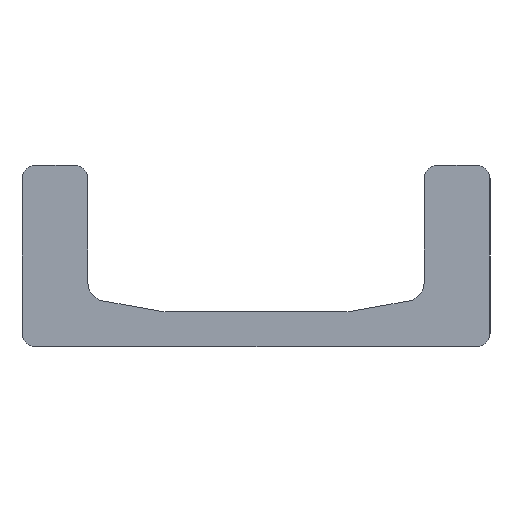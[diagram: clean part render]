
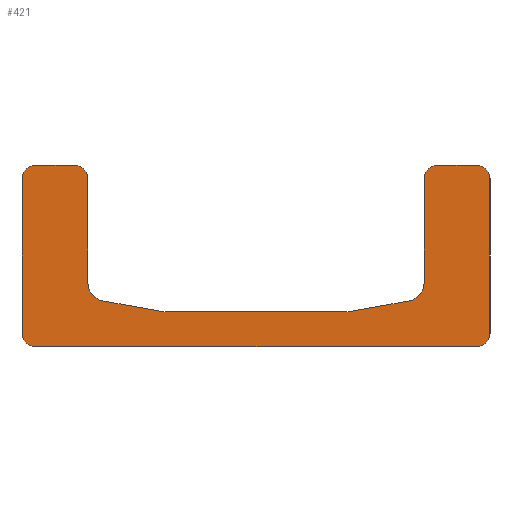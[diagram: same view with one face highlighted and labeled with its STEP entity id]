
A CAD part, left-side view. The second image highlights one B-rep face of the part: STEP entity #421.
In plain terms, the highlighted planar face has unit normal (-1, 0, 0).
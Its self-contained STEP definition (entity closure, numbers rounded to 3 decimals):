
#25=PLANE('',#483);
#47=FACE_OUTER_BOUND('',#69,.T.);
#69=EDGE_LOOP('',(#351,#352,#353,#354,#355,#356,#357,#358,#359,#360,#361,
#362,#363,#364,#365,#366,#367,#368,#369,#370));
#75=LINE('',#626,#115);
#79=LINE('',#638,#119);
#83=LINE('',#650,#123);
#87=LINE('',#662,#127);
#91=LINE('',#674,#131);
#95=LINE('',#686,#135);
#99=LINE('',#698,#139);
#103=LINE('',#710,#143);
#107=LINE('',#722,#147);
#110=LINE('',#731,#150);
#115=VECTOR('',#499,10.);
#119=VECTOR('',#511,10.);
#123=VECTOR('',#523,10.);
#127=VECTOR('',#535,10.);
#131=VECTOR('',#547,10.);
#135=VECTOR('',#559,10.);
#139=VECTOR('',#571,10.);
#143=VECTOR('',#583,10.);
#147=VECTOR('',#595,10.);
#150=VECTOR('',#606,10.);
#152=CIRCLE('',#445,3.);
#154=CIRCLE('',#449,4.);
#156=CIRCLE('',#453,5.);
#158=CIRCLE('',#457,5.);
#160=CIRCLE('',#461,4.);
#162=CIRCLE('',#465,3.);
#164=CIRCLE('',#469,3.);
#166=CIRCLE('',#473,3.);
#168=CIRCLE('',#477,3.);
#170=CIRCLE('',#481,3.);
#173=VERTEX_POINT('',#616);
#174=VERTEX_POINT('',#618);
#176=VERTEX_POINT('',#624);
#178=VERTEX_POINT('',#630);
#180=VERTEX_POINT('',#636);
#182=VERTEX_POINT('',#642);
#184=VERTEX_POINT('',#648);
#186=VERTEX_POINT('',#654);
#188=VERTEX_POINT('',#660);
#190=VERTEX_POINT('',#666);
#192=VERTEX_POINT('',#672);
#194=VERTEX_POINT('',#678);
#196=VERTEX_POINT('',#684);
#198=VERTEX_POINT('',#690);
#200=VERTEX_POINT('',#696);
#202=VERTEX_POINT('',#702);
#204=VERTEX_POINT('',#708);
#206=VERTEX_POINT('',#714);
#208=VERTEX_POINT('',#720);
#210=VERTEX_POINT('',#726);
#213=EDGE_CURVE('',#173,#174,#152,.T.);
#217=EDGE_CURVE('',#176,#173,#75,.T.);
#220=EDGE_CURVE('',#178,#176,#154,.T.);
#223=EDGE_CURVE('',#180,#178,#79,.T.);
#226=EDGE_CURVE('',#182,#180,#156,.T.);
#229=EDGE_CURVE('',#184,#182,#83,.T.);
#232=EDGE_CURVE('',#186,#184,#158,.T.);
#235=EDGE_CURVE('',#188,#186,#87,.T.);
#238=EDGE_CURVE('',#190,#188,#160,.T.);
#241=EDGE_CURVE('',#192,#190,#91,.T.);
#244=EDGE_CURVE('',#194,#192,#162,.T.);
#247=EDGE_CURVE('',#196,#194,#95,.T.);
#250=EDGE_CURVE('',#198,#196,#164,.T.);
#253=EDGE_CURVE('',#200,#198,#99,.T.);
#256=EDGE_CURVE('',#202,#200,#166,.T.);
#259=EDGE_CURVE('',#204,#202,#103,.T.);
#262=EDGE_CURVE('',#206,#204,#168,.T.);
#265=EDGE_CURVE('',#208,#206,#107,.T.);
#268=EDGE_CURVE('',#210,#208,#170,.T.);
#270=EDGE_CURVE('',#174,#210,#110,.T.);
#351=ORIENTED_EDGE('',*,*,#270,.F.);
#352=ORIENTED_EDGE('',*,*,#213,.F.);
#353=ORIENTED_EDGE('',*,*,#217,.F.);
#354=ORIENTED_EDGE('',*,*,#220,.F.);
#355=ORIENTED_EDGE('',*,*,#223,.F.);
#356=ORIENTED_EDGE('',*,*,#226,.F.);
#357=ORIENTED_EDGE('',*,*,#229,.F.);
#358=ORIENTED_EDGE('',*,*,#232,.F.);
#359=ORIENTED_EDGE('',*,*,#235,.F.);
#360=ORIENTED_EDGE('',*,*,#238,.F.);
#361=ORIENTED_EDGE('',*,*,#241,.F.);
#362=ORIENTED_EDGE('',*,*,#244,.F.);
#363=ORIENTED_EDGE('',*,*,#247,.F.);
#364=ORIENTED_EDGE('',*,*,#250,.F.);
#365=ORIENTED_EDGE('',*,*,#253,.F.);
#366=ORIENTED_EDGE('',*,*,#256,.F.);
#367=ORIENTED_EDGE('',*,*,#259,.F.);
#368=ORIENTED_EDGE('',*,*,#262,.F.);
#369=ORIENTED_EDGE('',*,*,#265,.F.);
#370=ORIENTED_EDGE('',*,*,#268,.F.);
#421=ADVANCED_FACE('',(#47),#25,.F.);
#445=AXIS2_PLACEMENT_3D('',#619,#492,#493);
#449=AXIS2_PLACEMENT_3D('',#632,#505,#506);
#453=AXIS2_PLACEMENT_3D('',#644,#517,#518);
#457=AXIS2_PLACEMENT_3D('',#656,#529,#530);
#461=AXIS2_PLACEMENT_3D('',#668,#541,#542);
#465=AXIS2_PLACEMENT_3D('',#680,#553,#554);
#469=AXIS2_PLACEMENT_3D('',#692,#565,#566);
#473=AXIS2_PLACEMENT_3D('',#704,#577,#578);
#477=AXIS2_PLACEMENT_3D('',#716,#589,#590);
#481=AXIS2_PLACEMENT_3D('',#728,#601,#602);
#483=AXIS2_PLACEMENT_3D('',#732,#607,#608);
#492=DIRECTION('center_axis',(1.,0.,0.));
#493=DIRECTION('ref_axis',(0.,1.,0.));
#499=DIRECTION('',(0.,0.,1.));
#505=DIRECTION('center_axis',(-1.,0.,0.));
#506=DIRECTION('ref_axis',(0.,1.,0.));
#511=DIRECTION('',(0.,-0.984,0.177));
#517=DIRECTION('center_axis',(-1.,0.,0.));
#518=DIRECTION('ref_axis',(0.,0.177,0.984));
#523=DIRECTION('',(0.,-1.,0.));
#529=DIRECTION('center_axis',(-1.,0.,0.));
#530=DIRECTION('ref_axis',(0.,0.,1.));
#535=DIRECTION('',(0.,-0.984,-0.177));
#541=DIRECTION('center_axis',(-1.,0.,0.));
#542=DIRECTION('ref_axis',(0.,-0.177,0.984));
#547=DIRECTION('',(0.,0.,-1.));
#553=DIRECTION('center_axis',(1.,0.,0.));
#554=DIRECTION('ref_axis',(0.,0.,1.));
#559=DIRECTION('',(0.,-1.,0.));
#565=DIRECTION('center_axis',(1.,0.,0.));
#566=DIRECTION('ref_axis',(0.,1.,0.));
#571=DIRECTION('',(0.,0.,1.));
#577=DIRECTION('center_axis',(1.,0.,0.));
#578=DIRECTION('ref_axis',(0.,0.,-1.));
#583=DIRECTION('',(0.,1.,0.));
#589=DIRECTION('center_axis',(1.,0.,0.));
#590=DIRECTION('ref_axis',(0.,-1.,0.));
#595=DIRECTION('',(0.,0.,-1.));
#601=DIRECTION('center_axis',(1.,0.,0.));
#602=DIRECTION('ref_axis',(0.,0.,1.));
#606=DIRECTION('',(0.,-1.,0.));
#607=DIRECTION('center_axis',(1.,0.,0.));
#608=DIRECTION('ref_axis',(0.,0.,-1.));
#616=CARTESIAN_POINT('',(0.,-37.05,37.));
#618=CARTESIAN_POINT('',(0.,-40.05,40.));
#619=CARTESIAN_POINT('Origin',(0.,-40.05,37.));
#624=CARTESIAN_POINT('',(0.,-37.05,14.037));
#626=CARTESIAN_POINT('',(0.,-37.05,14.037));
#630=CARTESIAN_POINT('',(0.,-33.76,10.1));
#632=CARTESIAN_POINT('Origin',(0.,-33.05,14.037));
#636=CARTESIAN_POINT('',(0.,-20.89,7.779));
#638=CARTESIAN_POINT('',(0.,-20.89,7.779));
#642=CARTESIAN_POINT('',(0.,-20.003,7.7));
#644=CARTESIAN_POINT('Origin',(0.,-20.003,12.7));
#648=CARTESIAN_POINT('',(0.,20.003,7.7));
#650=CARTESIAN_POINT('',(0.,20.003,7.7));
#654=CARTESIAN_POINT('',(0.,20.89,7.779));
#656=CARTESIAN_POINT('Origin',(0.,20.003,12.7));
#660=CARTESIAN_POINT('',(0.,33.76,10.1));
#662=CARTESIAN_POINT('',(0.,33.76,10.1));
#666=CARTESIAN_POINT('',(0.,37.05,14.037));
#668=CARTESIAN_POINT('Origin',(0.,33.05,14.037));
#672=CARTESIAN_POINT('',(0.,37.05,37.));
#674=CARTESIAN_POINT('',(0.,37.05,37.));
#678=CARTESIAN_POINT('',(0.,40.05,40.));
#680=CARTESIAN_POINT('Origin',(0.,40.05,37.));
#684=CARTESIAN_POINT('',(0.,48.6,40.));
#686=CARTESIAN_POINT('',(0.,48.6,40.));
#690=CARTESIAN_POINT('',(0.,51.6,37.));
#692=CARTESIAN_POINT('Origin',(0.,48.6,37.));
#696=CARTESIAN_POINT('',(0.,51.6,3.));
#698=CARTESIAN_POINT('',(0.,51.6,3.));
#702=CARTESIAN_POINT('',(0.,48.6,0.));
#704=CARTESIAN_POINT('Origin',(0.,48.6,3.));
#708=CARTESIAN_POINT('',(0.,-48.6,0.));
#710=CARTESIAN_POINT('',(0.,-48.6,0.));
#714=CARTESIAN_POINT('',(0.,-51.6,3.));
#716=CARTESIAN_POINT('Origin',(0.,-48.6,3.));
#720=CARTESIAN_POINT('',(0.,-51.6,37.));
#722=CARTESIAN_POINT('',(0.,-51.6,37.));
#726=CARTESIAN_POINT('',(0.,-48.6,40.));
#728=CARTESIAN_POINT('Origin',(0.,-48.6,37.));
#731=CARTESIAN_POINT('',(0.,-40.05,40.));
#732=CARTESIAN_POINT('Origin',(0.,0.,13.843));
